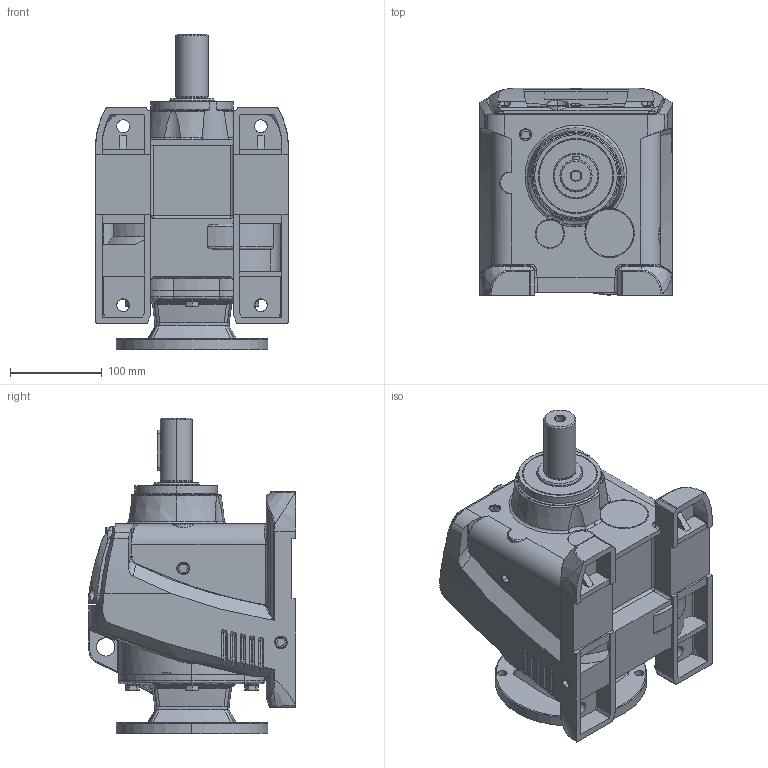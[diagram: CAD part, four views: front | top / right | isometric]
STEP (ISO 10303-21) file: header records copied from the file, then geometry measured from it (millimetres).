
FILE_DESCRIPTION (( 'STEP AP203' ), '1' );
FILE_NAME ('HGR-67-005-B.STEP', '2016-02-04T12:19:16', ( '' ), ( '' ), 'SwSTEP 2.0', 'SolidWorks 2015', '' );
FILE_SCHEMA (( 'CONFIG_CONTROL_DESIGN' ));
Products named in the file (1): HGR-67-005-B
Bounding box: 210 x 225.78 x 343.5 mm (x, y, z)
Volume: 6854155.2 mm3; surface area: 523384.4 mm2
Topology: 30 solids, 30 shells, 1083 faces, 2763 edges, 1734 vertices
Faces by surface type: plane 364, bspline 343, cylinder 278, cone 98
Entity records: 64040 total; most frequent: CARTESIAN_POINT 40866, ORIENTED_EDGE 5440, DIRECTION 3796, EDGE_CURVE 2720, VERTEX_POINT 1734, AXIS2_PLACEMENT_3D 1376, EDGE_LOOP 1156, ADVANCED_FACE 1083
